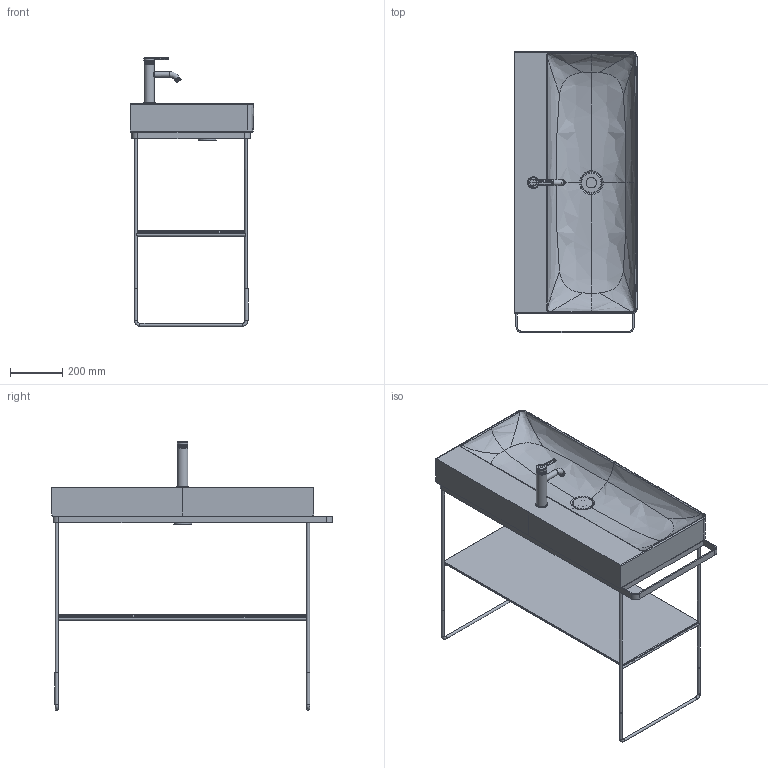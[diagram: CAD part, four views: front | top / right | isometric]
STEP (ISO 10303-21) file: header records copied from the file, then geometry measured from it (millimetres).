
FILE_DESCRIPTION((''),'2;1');
FILE_NAME('235310_1_003103.stp','2017-06-29T14:01:10',('Administrator'),(''),'Autodesk Inventor 2011','Autodesk Inventor 2011','');
FILE_SCHEMA(('CONFIG_CONTROL_DESIGN'));
Length unit declared in the file: millimetre
Products named in the file (17): 235310_1_003103; 235310_1; Armatur C1 WT; 509115_ASM; 615832; 615833; 636748; 615729; 615737; Kelch_Stopfen DuraSquare Bgr; Metallkonsole 003103 bodenstehend; Rahmen 1065x451x25; Rohrstütze bodenstehend; Rohrstrebe lang; Rohrverstellung; Glaseinleger Metallkonsole 003103_003104
Assembly tree (21 placements, depth 5):
  235310_1_003103
    235310_1
      235310_1
      Armatur C1 WT
        509115_ASM
          615832
          615833
        636748
        615729
        615737
      Kelch_Stopfen DuraSquare Bgr
    Metallkonsole 003103 bodenstehend
      Rahmen 1065x451x25
      Rohrstütze bodenstehend  x2
      Rohrstrebe lang  x2
      Rohrverstellung  x4
    Glaseinleger Metallkonsole 003103_003104
Bounding box: 470.01 x 1070.82 x 1023.76 mm (x, y, z)
Volume: 19190133.1 mm3; surface area: 2883266.5 mm2
Topology: 18 solids, 21 shells, 519 faces, 1206 edges, 735 vertices
Faces by surface type: bspline 170, plane 163, cylinder 116, torus 32, cone 26, sphere 12
Full cylindrical faces by diameter (mm): 6 x1, 11.5 x10, 12 x2, 13 x4, 14 x4, 16 x5, 16.5 x2, 17.3 x1, 17.55 x1, 18.5 x2, 18.75 x1, 22 x2, 27.189 x1, 30.452 x1, 34 x1, 34.5 x1, 35 x1, 35.4 x1, 35.5 x1, 36.185 x1, 36.9 x4, 37.3 x1, 37.6 x1, 40 x2, 42.482 x1, 42.5 x1, 45.115 x1, 46 x2, 68.44 x1, 80.006 x1
Entity records: 68797 total; most frequent: CARTESIAN_POINT 58020, ORIENTED_EDGE 2070, DIRECTION 1819, EDGE_CURVE 1035, AXIS2_PLACEMENT_3D 753, VERTEX_POINT 677, EDGE_LOOP 622, FACE_OUTER_BOUND 489
